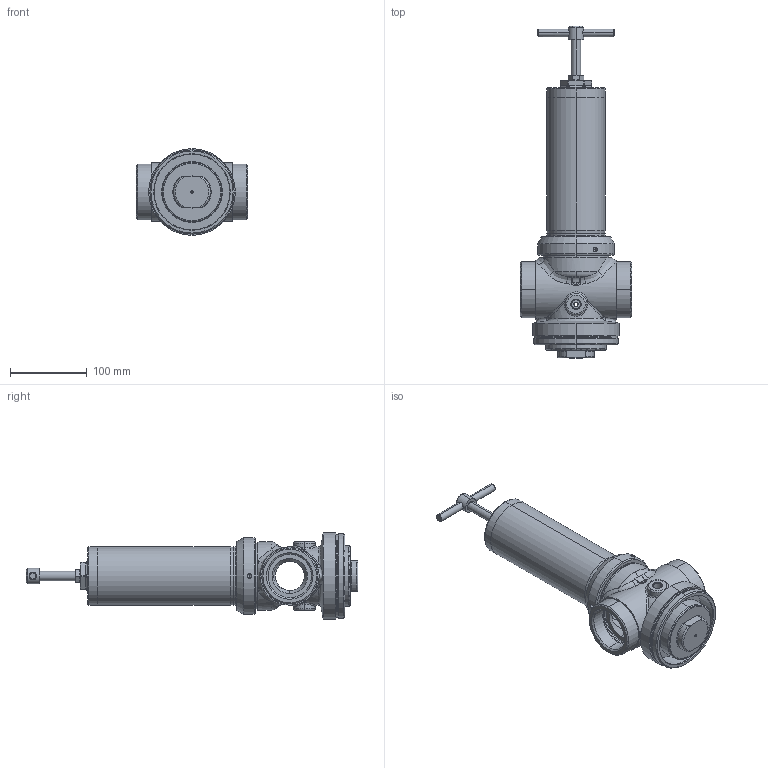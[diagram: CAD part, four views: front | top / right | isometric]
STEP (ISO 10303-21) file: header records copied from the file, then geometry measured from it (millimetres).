
FILE_DESCRIPTION (( 'STEP AP203' ), '1' );
FILE_NAME ('Typ_80-BG_III-G200M-G200M-KØ48-64.STEP', '2021-08-02T07:49:59', ( '' ), ( '' ), 'SwSTEP 2.0', 'SolidWorks 2016', '' );
FILE_SCHEMA (( 'CONFIG_CONTROL_DESIGN' ));
Length unit declared in the file: millimetre
Products named in the file (1): Typ_80-BG_III-G200M-G200M-KØ48-64
Bounding box: 145 x 433 x 113 mm (x, y, z)
Volume: 699493.8 mm3; surface area: 255667.8 mm2
Topology: 8 solids, 8 shells, 422 faces, 961 edges, 566 vertices
Faces by surface type: cylinder 128, cone 122, torus 80, plane 52, bspline 32, sphere 8
Entity records: 16495 total; most frequent: CARTESIAN_POINT 7066, DIRECTION 2062, ORIENTED_EDGE 1906, EDGE_CURVE 953, AXIS2_PLACEMENT_3D 908, VERTEX_POINT 566, CIRCLE 517, EDGE_LOOP 465
